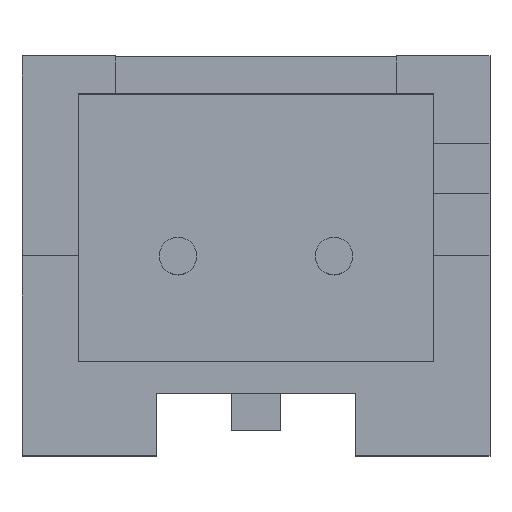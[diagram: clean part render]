
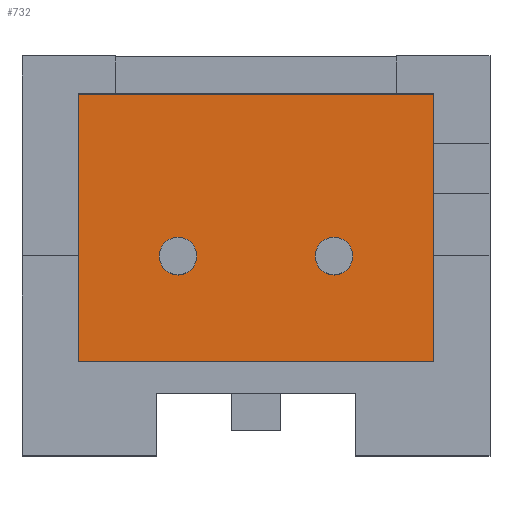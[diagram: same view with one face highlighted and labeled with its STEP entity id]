
A CAD part, top view. The second image highlights one B-rep face of the part: STEP entity #732.
In plain terms, the highlighted planar face has unit normal (0, 0, 1).
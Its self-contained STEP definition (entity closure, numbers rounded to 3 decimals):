
#16=FACE_BOUND('',#106,.T.);
#17=FACE_BOUND('',#107,.T.);
#21=PLANE('',#795);
#62=FACE_OUTER_BOUND('',#105,.T.);
#105=EDGE_LOOP('',(#537,#538,#539,#540));
#106=EDGE_LOOP('',(#541));
#107=EDGE_LOOP('',(#542));
#157=LINE('',#1074,#251);
#158=LINE('',#1076,#252);
#159=LINE('',#1078,#253);
#160=LINE('',#1079,#254);
#251=VECTOR('',#876,1000.);
#252=VECTOR('',#877,1000.);
#253=VECTOR('',#878,1000.);
#254=VECTOR('',#879,1000.);
#333=CIRCLE('',#785,0.3);
#337=CIRCLE('',#791,0.3);
#341=VERTEX_POINT('',#1032);
#345=VERTEX_POINT('',#1044);
#357=VERTEX_POINT('',#1072);
#358=VERTEX_POINT('',#1073);
#359=VERTEX_POINT('',#1075);
#360=VERTEX_POINT('',#1077);
#410=EDGE_CURVE('',#341,#341,#333,.T.);
#416=EDGE_CURVE('',#345,#345,#337,.T.);
#429=EDGE_CURVE('',#357,#358,#157,.T.);
#430=EDGE_CURVE('',#358,#359,#158,.T.);
#431=EDGE_CURVE('',#359,#360,#159,.T.);
#432=EDGE_CURVE('',#360,#357,#160,.T.);
#537=ORIENTED_EDGE('',*,*,#429,.T.);
#538=ORIENTED_EDGE('',*,*,#430,.T.);
#539=ORIENTED_EDGE('',*,*,#431,.T.);
#540=ORIENTED_EDGE('',*,*,#432,.T.);
#541=ORIENTED_EDGE('',*,*,#410,.F.);
#542=ORIENTED_EDGE('',*,*,#416,.F.);
#732=ADVANCED_FACE('',(#62,#16,#17),#21,.F.);
#785=AXIS2_PLACEMENT_3D('',#1033,#841,#842);
#791=AXIS2_PLACEMENT_3D('',#1045,#855,#856);
#795=AXIS2_PLACEMENT_3D('',#1071,#874,#875);
#841=DIRECTION('center_axis',(0.,0.,
1.));
#842=DIRECTION('ref_axis',(0.,1.,0.));
#855=DIRECTION('center_axis',(0.,0.,
1.));
#856=DIRECTION('ref_axis',(0.,1.,0.));
#874=DIRECTION('center_axis',(0.,0.,
-1.));
#875=DIRECTION('ref_axis',(0.,1.,0.));
#876=DIRECTION('',(0.,1.,0.));
#877=DIRECTION('',(-1.,0.,0.));
#878=DIRECTION('',(0.,-1.,0.));
#879=DIRECTION('',(1.,0.,0.));
#1032=CARTESIAN_POINT('',(-1.25,-0.3,2.3));
#1033=CARTESIAN_POINT('Origin',(-1.25,0.,2.3));
#1044=CARTESIAN_POINT('',(1.25,-0.3,2.3));
#1045=CARTESIAN_POINT('Origin',(1.25,0.,2.3));
#1071=CARTESIAN_POINT('Origin',(2.85,2.6,2.3));
#1072=CARTESIAN_POINT('',(2.85,-1.7,2.3));
#1073=CARTESIAN_POINT('',(2.85,2.6,2.3));
#1074=CARTESIAN_POINT('',(2.85,-1.7,2.3));
#1075=CARTESIAN_POINT('',(-2.85,2.6,2.3));
#1076=CARTESIAN_POINT('',(-2.85,2.6,2.3));
#1077=CARTESIAN_POINT('',(-2.85,-1.7,2.3));
#1078=CARTESIAN_POINT('',(-2.85,-1.7,2.3));
#1079=CARTESIAN_POINT('',(-2.85,-1.7,2.3));
